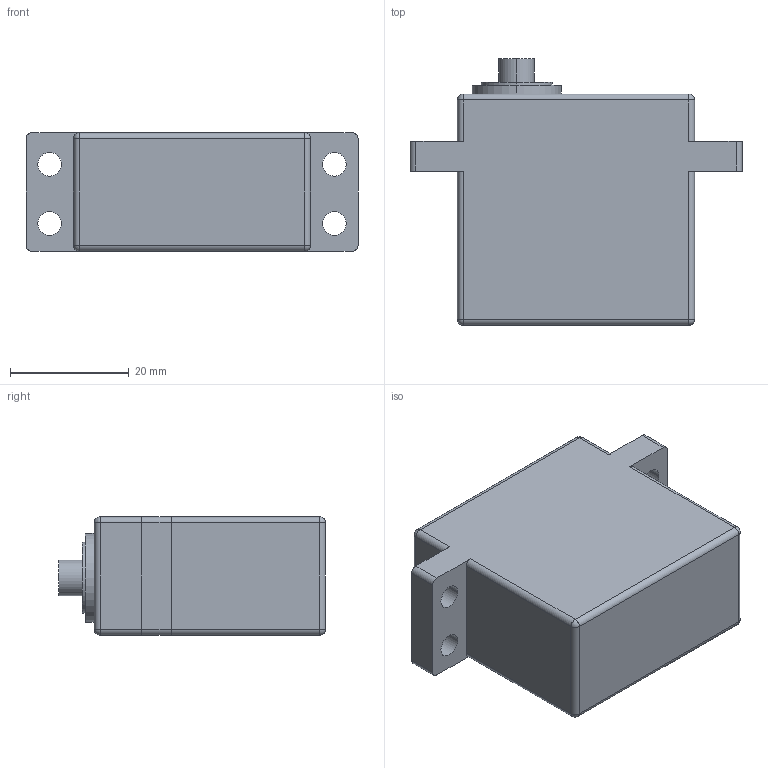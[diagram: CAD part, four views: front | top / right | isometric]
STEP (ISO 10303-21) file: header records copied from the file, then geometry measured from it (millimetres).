
FILE_DESCRIPTION (( 'STEP AP203' ), '1' );
FILE_NAME ('机器人蔡秀洁.STEP', '2025-09-04T13:54:49', ( '' ), ( '' ), 'SwSTEP 2.0', 'SolidWorks 2024', '' );
FILE_SCHEMA (( 'CONFIG_CONTROL_DESIGN' ));
Length unit declared in the file: millimetre
Products named in the file (1): 机器人蔡秀洁
Bounding box: 56 x 45 x 20 mm (x, y, z)
Volume: 32899.7 mm3; surface area: 7224.6 mm2
Topology: 1 solids, 1 shells, 59 faces, 146 edges, 84 vertices
Faces by surface type: cylinder 34, plane 17, sphere 8
Entity records: 1781 total; most frequent: DIRECTION 326, CARTESIAN_POINT 282, ORIENTED_EDGE 276, EDGE_CURVE 138, AXIS2_PLACEMENT_3D 128, VERTEX_POINT 84, VECTOR 70, EDGE_LOOP 70
